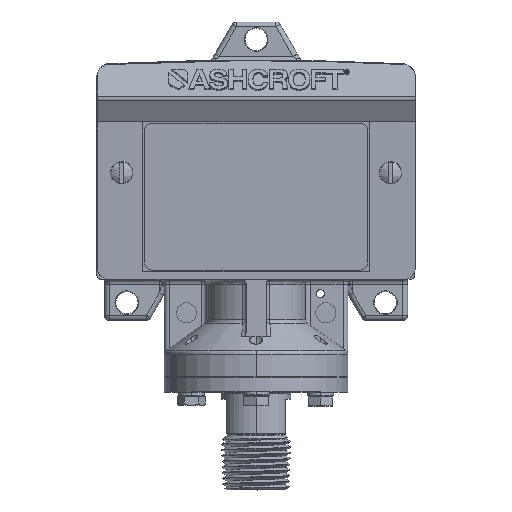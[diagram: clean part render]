
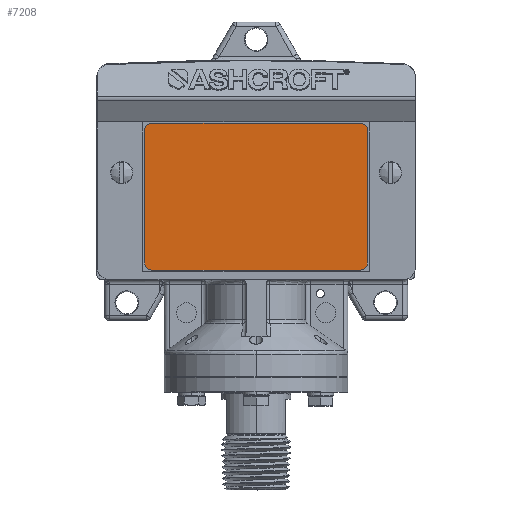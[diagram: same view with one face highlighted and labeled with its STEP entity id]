
A CAD part, top view. The second image highlights one B-rep face of the part: STEP entity #7208.
In plain terms, the highlighted planar face has unit normal (0, -0.051, 0.999).
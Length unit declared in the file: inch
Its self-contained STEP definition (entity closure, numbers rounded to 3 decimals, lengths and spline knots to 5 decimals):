
#4215 = DIRECTION ( 'NONE',  ( 0., 0.05, -0.999 ) ) ;
#4380 = DIRECTION ( 'NONE',  ( 0., -0.999, -0.05 ) ) ;
#6573 = VERTEX_POINT ( 'NONE', #32807 ) ;
#7208 = ADVANCED_FACE ( 'NONE', ( #42839 ), #80329, .F. ) ;
#8751 = CARTESIAN_POINT ( 'NONE',  ( 1.31, -0.62674, 1.03091 ) ) ;
#9560 = CARTESIAN_POINT ( 'NONE',  ( -1.31, 1.2209, 1.12426 ) ) ;
#9582 = EDGE_CURVE ( 'NONE', #49721, #26587, #22157, .T. ) ;
#10017 = CARTESIAN_POINT ( 'NONE',  ( 1.31, 1.13102, 1.11972 ) ) ;
#10908 = EDGE_CURVE ( 'NONE', #63798, #37135, #77697, .T. ) ;
#11212 = VERTEX_POINT ( 'NONE', #82879 ) ;
#12187 = EDGE_CURVE ( 'NONE', #11212, #46205, #20358, .T. ) ;
#13038 = AXIS2_PLACEMENT_3D ( 'NONE', #76298, #83728, #63595 ) ;
#13826 = AXIS2_PLACEMENT_3D ( 'NONE', #10017, #51187, #64751 ) ;
#15034 = AXIS2_PLACEMENT_3D ( 'NONE', #19852, #26883, #45741 ) ;
#15452 = ORIENTED_EDGE ( 'NONE', *, *, #47008, .F. ) ;
#15845 = EDGE_CURVE ( 'NONE', #6573, #37135, #32834, .T. ) ;
#16432 = CARTESIAN_POINT ( 'NONE',  ( 1.4, -0.53686, 1.03545 ) ) ;
#16521 = AXIS2_PLACEMENT_3D ( 'NONE', #44524, #4215, #62946 ) ;
#17268 = DIRECTION ( 'NONE',  ( 0., -0.999, -0.05 ) ) ;
#19852 = CARTESIAN_POINT ( 'NONE',  ( -1.31, 1.13102, 1.11972 ) ) ;
#20358 = LINE ( 'NONE', #75112, #53913 ) ;
#20440 = EDGE_LOOP ( 'NONE', ( #15452, #34373, #27134, #67764, #46007, #79078, #46449, #51779 ) ) ;
#21279 = EDGE_CURVE ( 'NONE', #11212, #37715, #64838, .T. ) ;
#22157 = LINE ( 'NONE', #16432, #59281 ) ;
#22857 = VECTOR ( 'NONE', #17268, 39.37008 ) ;
#24255 = DIRECTION ( 'NONE',  ( -1., 0., 0. ) ) ;
#26587 = VERTEX_POINT ( 'NONE', #66886 ) ;
#26883 = DIRECTION ( 'NONE',  ( 0., 0.05, -0.999 ) ) ;
#27134 = ORIENTED_EDGE ( 'NONE', *, *, #58194, .F. ) ;
#29934 = CARTESIAN_POINT ( 'NONE',  ( -1.4, -0.53686, 1.03545 ) ) ;
#31188 = VECTOR ( 'NONE', #24255, 39.37008 ) ;
#32807 = CARTESIAN_POINT ( 'NONE',  ( -1.4, 1.13102, 1.11972 ) ) ;
#32834 = CIRCLE ( 'NONE', #85988, 0.09 ) ;
#34373 = ORIENTED_EDGE ( 'NONE', *, *, #9582, .T. ) ;
#37135 = VERTEX_POINT ( 'NONE', #9560 ) ;
#37715 = VERTEX_POINT ( 'NONE', #29934 ) ;
#42839 = FACE_OUTER_BOUND ( 'NONE', #20440, .T. ) ;
#44524 = CARTESIAN_POINT ( 'NONE',  ( 1.31, -0.53686, 1.03545 ) ) ;
#45741 = DIRECTION ( 'NONE',  ( 0., 0.999, 0.05 ) ) ;
#46007 = ORIENTED_EDGE ( 'NONE', *, *, #15845, .F. ) ;
#46205 = VERTEX_POINT ( 'NONE', #8751 ) ;
#46449 = ORIENTED_EDGE ( 'NONE', *, *, #21279, .F. ) ;
#47008 = EDGE_CURVE ( 'NONE', #49721, #46205, #78060, .T. ) ;
#49721 = VERTEX_POINT ( 'NONE', #70928 ) ;
#50593 = LINE ( 'NONE', #77289, #22857 ) ;
#51187 = DIRECTION ( 'NONE',  ( 0., 0.05, -0.999 ) ) ;
#51779 = ORIENTED_EDGE ( 'NONE', *, *, #12187, .T. ) ;
#53913 = VECTOR ( 'NONE', #54984, 39.37008 ) ;
#54984 = DIRECTION ( 'NONE',  ( 1., 0., 0. ) ) ;
#57141 = CARTESIAN_POINT ( 'NONE',  ( -1.31, 1.2209, 1.12426 ) ) ;
#58194 = EDGE_CURVE ( 'NONE', #63798, #26587, #82389, .T. ) ;
#59281 = VECTOR ( 'NONE', #69878, 39.37008 ) ;
#62946 = DIRECTION ( 'NONE',  ( 0., -0.999, -0.05 ) ) ;
#63595 = DIRECTION ( 'NONE',  ( 0., -0.999, -0.05 ) ) ;
#63798 = VERTEX_POINT ( 'NONE', #76193 ) ;
#64394 = DIRECTION ( 'NONE',  ( 0., 0.05, -0.999 ) ) ;
#64751 = DIRECTION ( 'NONE',  ( 0., -0.999, -0.05 ) ) ;
#64838 = CIRCLE ( 'NONE', #13038, 0.09 ) ;
#66886 = CARTESIAN_POINT ( 'NONE',  ( 1.4, 1.13102, 1.11972 ) ) ;
#67764 = ORIENTED_EDGE ( 'NONE', *, *, #10908, .T. ) ;
#69878 = DIRECTION ( 'NONE',  ( 0., 0.999, 0.05 ) ) ;
#70928 = CARTESIAN_POINT ( 'NONE',  ( 1.4, -0.53686, 1.03545 ) ) ;
#72687 = CARTESIAN_POINT ( 'NONE',  ( -1.31, 1.13102, 1.11972 ) ) ;
#75112 = CARTESIAN_POINT ( 'NONE',  ( -1.31, -0.62674, 1.03091 ) ) ;
#76193 = CARTESIAN_POINT ( 'NONE',  ( 1.31, 1.2209, 1.12426 ) ) ;
#76298 = CARTESIAN_POINT ( 'NONE',  ( -1.31, -0.53686, 1.03545 ) ) ;
#77289 = CARTESIAN_POINT ( 'NONE',  ( -1.4, 1.13102, 1.11972 ) ) ;
#77697 = LINE ( 'NONE', #57141, #31188 ) ;
#78060 = CIRCLE ( 'NONE', #16521, 0.09 ) ;
#79078 = ORIENTED_EDGE ( 'NONE', *, *, #80699, .T. ) ;
#80329 = PLANE ( 'NONE',  #15034 ) ;
#80699 = EDGE_CURVE ( 'NONE', #6573, #37715, #50593, .T. ) ;
#82389 = CIRCLE ( 'NONE', #13826, 0.09 ) ;
#82879 = CARTESIAN_POINT ( 'NONE',  ( -1.31, -0.62674, 1.03091 ) ) ;
#83728 = DIRECTION ( 'NONE',  ( 0., 0.05, -0.999 ) ) ;
#85988 = AXIS2_PLACEMENT_3D ( 'NONE', #72687, #64394, #4380 ) ;
